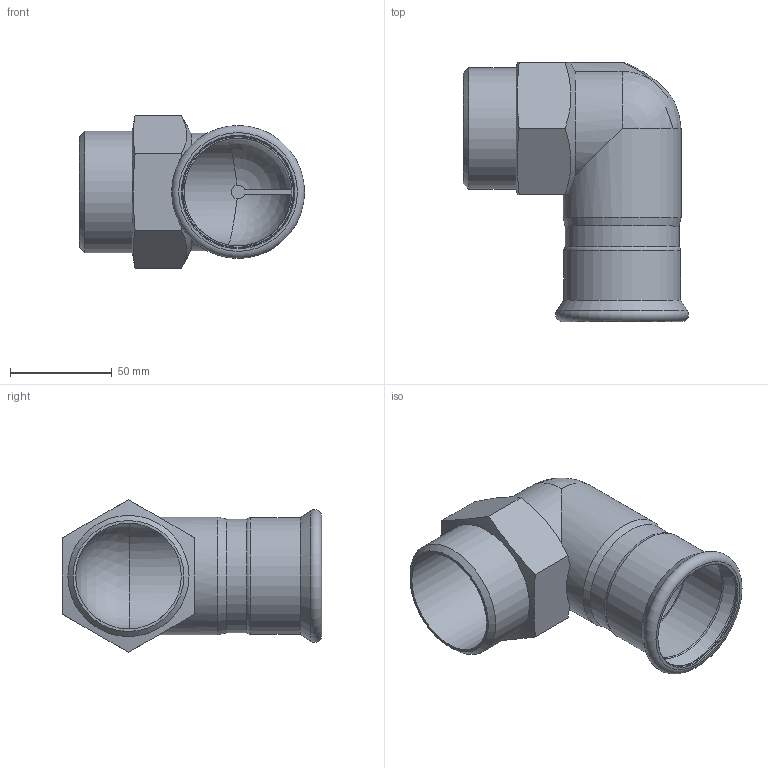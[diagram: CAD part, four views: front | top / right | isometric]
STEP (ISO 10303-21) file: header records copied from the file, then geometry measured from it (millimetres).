
FILE_DESCRIPTION(/* description */ (''),/* implementation_level */ '2;1');
FILE_NAME(/* name */ '33839.stp',/* time_stamp */ '2014-04-03T17:54:01+02:00',/* author */ ('bruh'),/* organization */ (''),/* preprocessor_version */ 'ST-DEVELOPER v15.2',/* originating_system */ 'Autodesk Inventor 2014',/* authorisation */ '');
FILE_SCHEMA (('AUTOMOTIVE_DESIGN { 1 0 10303 214 3 1 1 }'));
Length unit declared in the file: millimetre
Products named in the file (3): 90722; 100389; 33839
Bounding box: 110.69 x 127.5 x 75.06 mm (x, y, z)
Volume: 104947.7 mm3; surface area: 64503.8 mm2
Topology: 2 solids, 2 shells, 45 faces, 108 edges, 66 vertices
Faces by surface type: plane 15, cylinder 12, cone 9, torus 4, bspline 3, sphere 2
Full cylindrical faces by diameter (mm): 52 x1, 53 x2, 54.4 x1, 55 x1, 56 x1, 57.5 x1, 58 x1, 59.614 x1
Entity records: 1374 total; most frequent: CARTESIAN_POINT 406, DIRECTION 184, ORIENTED_EDGE 162, AXIS2_PLACEMENT_3D 84, EDGE_CURVE 81, EDGE_LOOP 71, VERTEX_POINT 62, ADVANCED_FACE 45
